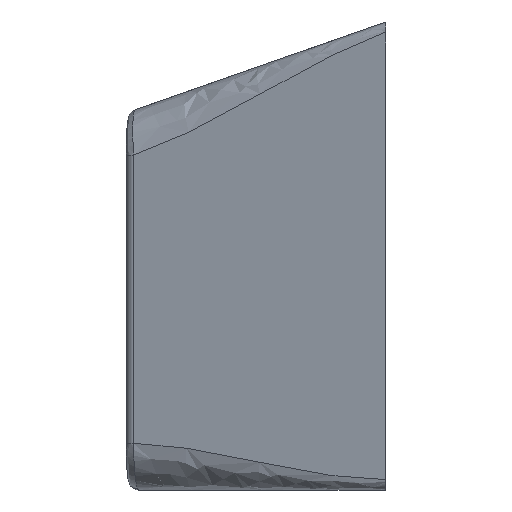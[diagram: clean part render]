
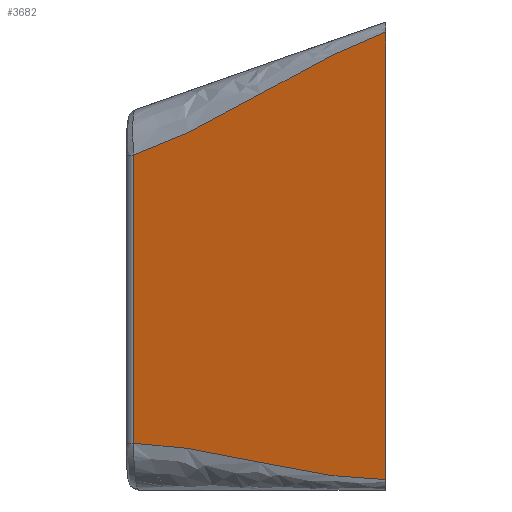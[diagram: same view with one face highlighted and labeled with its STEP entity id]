
A CAD part, left-side view. The second image highlights one B-rep face of the part: STEP entity #3682.
In plain terms, the highlighted planar face has unit normal (-0.958, 0.287, 0).
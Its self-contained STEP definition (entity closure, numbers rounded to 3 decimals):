
#3373=EDGE_CURVE('',#3374,#3376,#3378,.F.);
#3374=VERTEX_POINT('',#3375);
#3375=CARTESIAN_POINT('',(0.0,0.0,-0.384));
#3376=VERTEX_POINT('',#3377);
#3377=CARTESIAN_POINT('',(0.0,0.0,-17.6));
#3378=LINE('',#3379,#3380);
#3379=CARTESIAN_POINT('',(0.0,0.0,0.0));
#3380=VECTOR('',#3381,1.0);
#3381=DIRECTION('',(0.0,0.0,1.0));
#3682=ADVANCED_FACE('',(#3683),#3722,.F.);
#3683=FACE_BOUND('',#3684,.T.);
#3684=EDGE_LOOP('',(#3685,#3700,#3708,#3721));
#3685=ORIENTED_EDGE('',*,*,#3686,.T.);
#3686=EDGE_CURVE('',#3374,#3687,#3689,.T.);
#3687=VERTEX_POINT('',#3688);
#3688=CARTESIAN_POINT('',(2.909,9.696,-5.119));
#3689=B_SPLINE_CURVE_WITH_KNOTS('',3,(#3690,#3691,#3692,#3693,#3694,#3695,#3696,#3697,#3698,#3699),.UNSPECIFIED.,.F.,.U.,(4,3,3,4),(-0.023,0.,0.011,0.035),.UNSPECIFIED.);
#3690=CARTESIAN_POINT('',(-6.332,-21.107,7.004));
#3691=CARTESIAN_POINT('',(-4.233,-14.108,4.554));
#3692=CARTESIAN_POINT('',(-2.133,-7.11,2.105));
#3693=CARTESIAN_POINT('',(-0.033,-0.111,-0.345));
#3694=CARTESIAN_POINT('',(0.967,3.223,-1.511));
#3695=CARTESIAN_POINT('',(1.851,6.168,-3.885));
#3696=CARTESIAN_POINT('',(2.851,9.502,-5.052));
#3697=CARTESIAN_POINT('',(5.0,16.667,-7.559));
#3698=CARTESIAN_POINT('',(7.149,23.832,-10.067));
#3699=CARTESIAN_POINT('',(9.299,30.996,-12.575));
#3700=ORIENTED_EDGE('',*,*,#3701,.T.);
#3701=EDGE_CURVE('',#3687,#3702,#3704,.T.);
#3702=VERTEX_POINT('',#3703);
#3703=CARTESIAN_POINT('',(2.909,9.696,-16.204));
#3704=LINE('',#3705,#3706);
#3705=CARTESIAN_POINT('',(2.909,9.696,0.0));
#3706=VECTOR('',#3707,1.0);
#3707=DIRECTION('',(0.0,0.0,-1.0));
#3708=ORIENTED_EDGE('',*,*,#3709,.T.);
#3709=EDGE_CURVE('',#3702,#3376,#3710,.T.);
#3710=B_SPLINE_CURVE_WITH_KNOTS('',3,(#3711,#3712,#3713,#3714,#3715,#3716,#3717,#3718,#3719,#3720),.UNSPECIFIED.,.F.,.U.,(4,3,3,4),(-0.033,-0.01,0.0,0.022),.UNSPECIFIED.);
#3711=CARTESIAN_POINT('',(9.365,31.216,-16.2));
#3712=CARTESIAN_POINT('',(7.243,24.144,-16.2));
#3713=CARTESIAN_POINT('',(5.122,17.072,-16.2));
#3714=CARTESIAN_POINT('',(3.0,10.0,-16.2));
#3715=CARTESIAN_POINT('',(2.0,6.667,-16.2));
#3716=CARTESIAN_POINT('',(1.0,3.333,-17.6));
#3717=CARTESIAN_POINT('',(0.,0.,-17.6));
#3718=CARTESIAN_POINT('',(-2.081,-6.937,-17.6));
#3719=CARTESIAN_POINT('',(-4.162,-13.874,-17.6));
#3720=CARTESIAN_POINT('',(-6.243,-20.811,-17.6));
#3721=ORIENTED_EDGE('',*,*,#3373,.F.);
#3722=PLANE('',#3723);
#3723=AXIS2_PLACEMENT_3D('',#3724,#3725,#3726);
#3724=CARTESIAN_POINT('',(0.,0.,0.0));
#3725=DIRECTION('',(0.958,-0.287,0.0));
#3726=DIRECTION('',(0.287,0.958,0.0));
